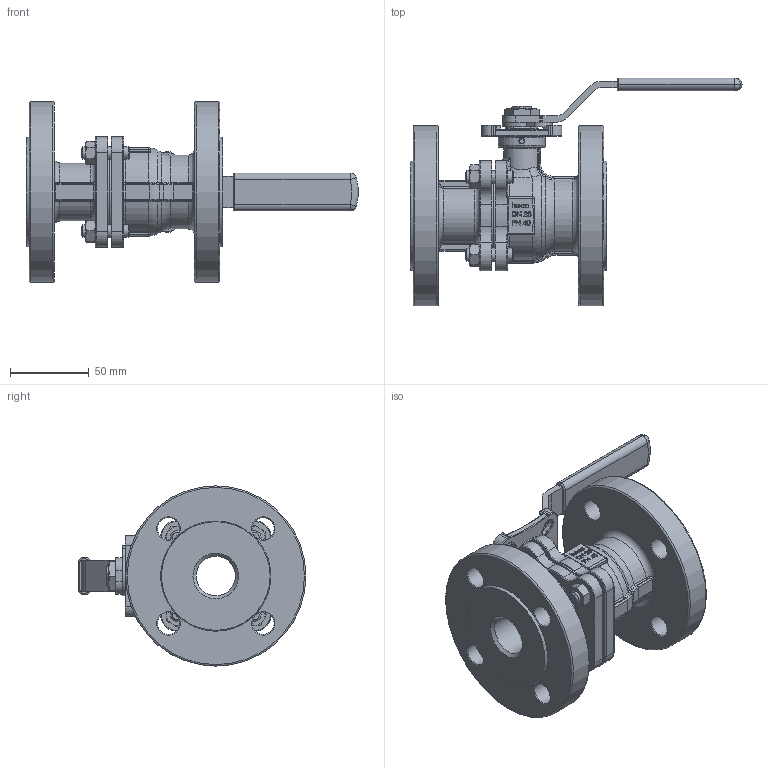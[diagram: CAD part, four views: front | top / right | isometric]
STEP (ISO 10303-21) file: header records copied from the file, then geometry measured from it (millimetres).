
FILE_DESCRIPTION (( 'STEP AP214' ), '1' );
FILE_NAME ('FKDA-100-4 Flanschkugelhahn heco.STEP', '2015-03-30T09:06:12', ( 'test' ), ( '' ), 'SwSTEP 2.0', 'SolidWorks 2011', '' );
FILE_SCHEMA (( 'AUTOMOTIVE_DESIGN' ));
Length unit declared in the file: millimetre
Products named in the file (1): FKDA-100-4 Flanschkugelhahn heco
Bounding box: 210.87 x 144.75 x 114.5 mm (x, y, z)
Volume: 515551.6 mm3; surface area: 104787.8 mm2
Topology: 1 solids, 1 shells, 1211 faces, 3012 edges, 1823 vertices
Faces by surface type: plane 388, bspline 280, cylinder 263, torus 159, cone 105, sphere 16
Full cylindrical faces by diameter (mm): 3 x2, 5 x1, 8 x12, 14 x8, 20 x1, 25 x1, 28 x1, 30 x1, 56 x2, 114.5 x2
Entity records: 62502 total; most frequent: CARTESIAN_POINT 22790, ORIENTED_EDGE 5736, DIRECTION 4934, EDGE_CURVE 2868, AXIS2_PLACEMENT_3D 1856, VERTEX_POINT 1791, EDGE_LOOP 1385, FACE_OUTER_BOUND 1259
